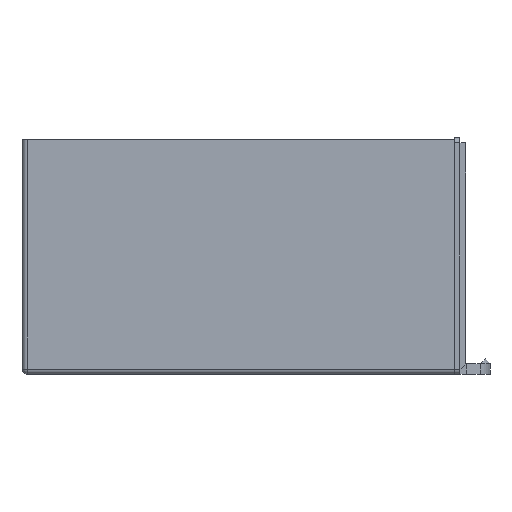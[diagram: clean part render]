
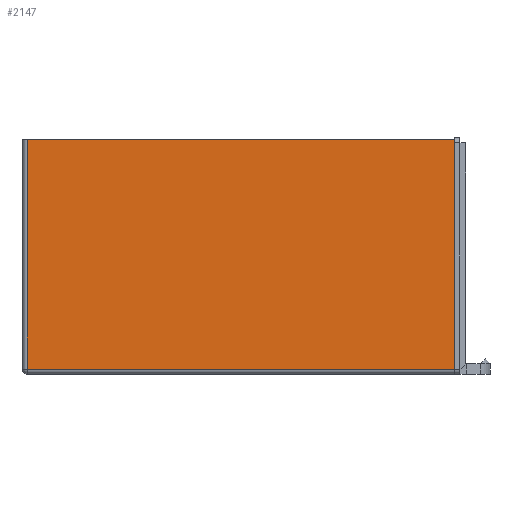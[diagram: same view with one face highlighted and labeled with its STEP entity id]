
A CAD part, left-side view. The second image highlights one B-rep face of the part: STEP entity #2147.
In plain terms, the highlighted planar face has unit normal (-1, 0, 0).
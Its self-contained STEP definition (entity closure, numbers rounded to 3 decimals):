
#208=FACE_OUTER_BOUND('',#336,.T.);
#336=EDGE_LOOP('',(#1657,#1658,#1659,#1660));
#507=LINE('',#3439,#744);
#512=LINE('',#3461,#749);
#514=LINE('',#3466,#751);
#515=LINE('',#3467,#752);
#744=VECTOR('',#2763,10.);
#749=VECTOR('',#2790,10.);
#751=VECTOR('',#2796,10.);
#752=VECTOR('',#2797,10.);
#993=VERTEX_POINT('',#3429);
#995=VERTEX_POINT('',#3435);
#1002=VERTEX_POINT('',#3459);
#1003=VERTEX_POINT('',#3465);
#1241=EDGE_CURVE('',#993,#995,#507,.T.);
#1252=EDGE_CURVE('',#1002,#993,#512,.T.);
#1254=EDGE_CURVE('',#1002,#1003,#514,.T.);
#1255=EDGE_CURVE('',#995,#1003,#515,.T.);
#1657=ORIENTED_EDGE('',*,*,#1241,.F.);
#1658=ORIENTED_EDGE('',*,*,#1252,.F.);
#1659=ORIENTED_EDGE('',*,*,#1254,.T.);
#1660=ORIENTED_EDGE('',*,*,#1255,.F.);
#2029=PLANE('',#2359);
#2147=ADVANCED_FACE('',(#208),#2029,.T.);
#2359=AXIS2_PLACEMENT_3D('',#3464,#2794,#2795);
#2763=DIRECTION('',(0.,0.,1.));
#2790=DIRECTION('',(0.,1.,0.));
#2794=DIRECTION('center_axis',(-1.,0.,0.));
#2795=DIRECTION('ref_axis',(0.,-1.,0.));
#2796=DIRECTION('',(0.,0.,1.));
#2797=DIRECTION('',(0.,-1.,0.));
#3429=CARTESIAN_POINT('',(-69.31,63.891,-33.59));
#3435=CARTESIAN_POINT('',(-69.31,63.891,35.09));
#3439=CARTESIAN_POINT('',(-69.31,63.891,0.));
#3459=CARTESIAN_POINT('',(-69.31,-63.891,-33.59));
#3461=CARTESIAN_POINT('',(-69.31,32.696,-33.59));
#3464=CARTESIAN_POINT('Origin',(-69.31,65.391,0.));
#3465=CARTESIAN_POINT('',(-69.31,-63.891,35.09));
#3466=CARTESIAN_POINT('',(-69.31,-63.891,0.1));
#3467=CARTESIAN_POINT('',(-69.31,-65.391,35.09));
